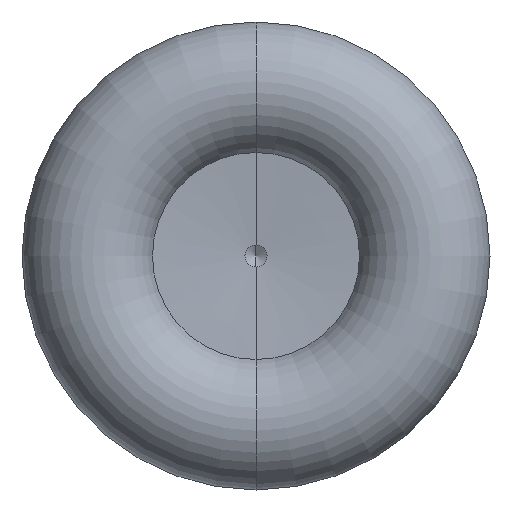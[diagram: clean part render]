
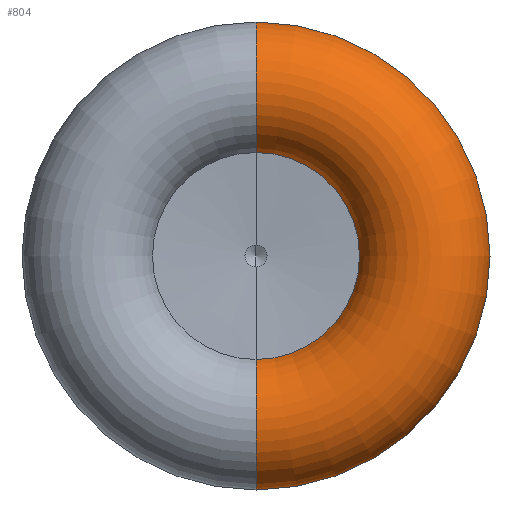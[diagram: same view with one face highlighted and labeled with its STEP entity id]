
A CAD part, front view. The second image highlights one B-rep face of the part: STEP entity #804.
In plain terms, the highlighted toroidal (fillet/blend) face has major radius 15 mm and minor radius 6 mm.
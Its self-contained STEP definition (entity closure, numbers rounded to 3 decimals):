
#60 = AXIS2_PLACEMENT_3D ( 'NONE', #108, #799, #452 ) ;
#64 = DIRECTION ( 'NONE',  ( 0., 0., -1. ) ) ;
#83 = FACE_OUTER_BOUND ( 'NONE', #384, .T. ) ;
#89 = DIRECTION ( 'NONE',  ( 0., 0., -1. ) ) ;
#92 = VERTEX_POINT ( 'NONE', #347 ) ;
#108 = CARTESIAN_POINT ( 'NONE',  ( 0., 6., 15. ) ) ;
#186 = TOROIDAL_SURFACE ( 'NONE', #527, 15., 6. ) ;
#194 = DIRECTION ( 'NONE',  ( 0., 1., 0. ) ) ;
#197 = EDGE_CURVE ( 'NONE', #626, #225, #432, .T. ) ;
#215 = CARTESIAN_POINT ( 'NONE',  ( 0., 10.873, 18.5 ) ) ;
#225 = VERTEX_POINT ( 'NONE', #299 ) ;
#237 = DIRECTION ( 'NONE',  ( 0., 1., 0. ) ) ;
#293 = CIRCLE ( 'NONE', #564, 6. ) ;
#299 = CARTESIAN_POINT ( 'NONE',  ( 0., 4.183, -9.282 ) ) ;
#303 = ORIENTED_EDGE ( 'NONE', *, *, #197, .T. ) ;
#347 = CARTESIAN_POINT ( 'NONE',  ( 0., 10.873, -18.5 ) ) ;
#363 = ORIENTED_EDGE ( 'NONE', *, *, #694, .F. ) ;
#384 = EDGE_LOOP ( 'NONE', ( #303, #578, #561, #363 ) ) ;
#393 = DIRECTION ( 'NONE',  ( 0., 1., 0. ) ) ;
#414 = EDGE_CURVE ( 'NONE', #225, #92, #293, .T. ) ;
#432 = CIRCLE ( 'NONE', #619, 9.282 ) ;
#435 = EDGE_CURVE ( 'NONE', #863, #92, #873, .T. ) ;
#452 = DIRECTION ( 'NONE',  ( 0., 0., 1. ) ) ;
#458 = AXIS2_PLACEMENT_3D ( 'NONE', #459, #393, #64 ) ;
#459 = CARTESIAN_POINT ( 'NONE',  ( 0., 10.873, 0. ) ) ;
#527 = AXIS2_PLACEMENT_3D ( 'NONE', #601, #194, #657 ) ;
#561 = ORIENTED_EDGE ( 'NONE', *, *, #435, .F. ) ;
#564 = AXIS2_PLACEMENT_3D ( 'NONE', #596, #593, #864 ) ;
#578 = ORIENTED_EDGE ( 'NONE', *, *, #414, .T. ) ;
#579 = CARTESIAN_POINT ( 'NONE',  ( 0., 4.183, 0. ) ) ;
#593 = DIRECTION ( 'NONE',  ( 1., 0., 0. ) ) ;
#596 = CARTESIAN_POINT ( 'NONE',  ( 0., 6., -15. ) ) ;
#601 = CARTESIAN_POINT ( 'NONE',  ( 0., 6., 0. ) ) ;
#619 = AXIS2_PLACEMENT_3D ( 'NONE', #579, #237, #89 ) ;
#626 = VERTEX_POINT ( 'NONE', #699 ) ;
#657 = DIRECTION ( 'NONE',  ( 0., 0., 1. ) ) ;
#694 = EDGE_CURVE ( 'NONE', #626, #863, #718, .T. ) ;
#699 = CARTESIAN_POINT ( 'NONE',  ( 0., 4.183, 9.282 ) ) ;
#718 = CIRCLE ( 'NONE', #60, 6. ) ;
#799 = DIRECTION ( 'NONE',  ( -1., 0., 0. ) ) ;
#804 = ADVANCED_FACE ( 'NONE', ( #83 ), #186, .T. ) ;
#863 = VERTEX_POINT ( 'NONE', #215 ) ;
#864 = DIRECTION ( 'NONE',  ( 0., 0., -1. ) ) ;
#873 = CIRCLE ( 'NONE', #458, 18.5 ) ;
